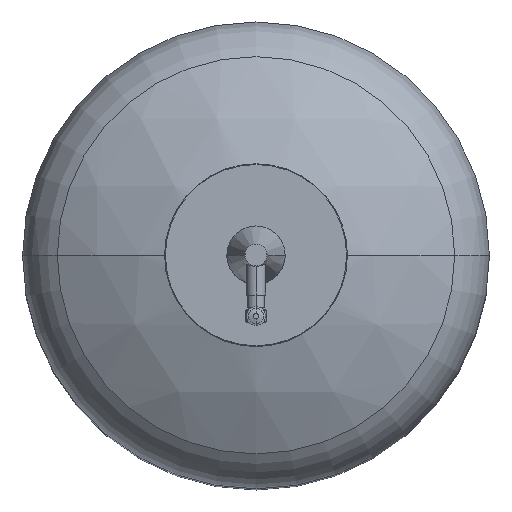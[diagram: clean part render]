
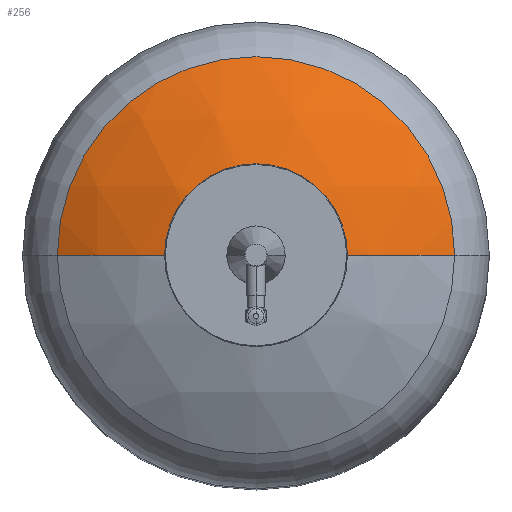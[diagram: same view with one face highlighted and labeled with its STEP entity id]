
A CAD part, top view. The second image highlights one B-rep face of the part: STEP entity #256.
In plain terms, the highlighted spherical face has radius 482.5 mm.
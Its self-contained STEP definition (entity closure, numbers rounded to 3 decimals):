
#74 = CARTESIAN_POINT ( 'NONE',  ( 0., 0., 943.15 ) ) ;
#150 = VERTEX_POINT ( 'NONE', #5004 ) ;
#188 = AXIS2_PLACEMENT_3D ( 'NONE', #6631, #4672, #2713 ) ;
#218 = ORIENTED_EDGE ( 'NONE', *, *, #5545, .F. ) ;
#256 = ADVANCED_FACE ( 'NONE', ( #5604 ), #2100, .T. ) ;
#425 = VERTEX_POINT ( 'NONE', #4179 ) ;
#463 = CARTESIAN_POINT ( 'NONE',  ( 0., 0., 1352.564 ) ) ;
#655 = AXIS2_PLACEMENT_3D ( 'NONE', #74, #2587, #5145 ) ;
#782 = VERTEX_POINT ( 'NONE', #4566 ) ;
#789 = ORIENTED_EDGE ( 'NONE', *, *, #6568, .F. ) ;
#1003 = AXIS2_PLACEMENT_3D ( 'NONE', #463, #7600, #3781 ) ;
#1025 = AXIS2_PLACEMENT_3D ( 'NONE', #8065, #2846, #1411 ) ;
#1033 = EDGE_LOOP ( 'NONE', ( #789, #3284, #3732, #218 ) ) ;
#1263 = CARTESIAN_POINT ( 'NONE',  ( 0., 0., 943.15 ) ) ;
#1411 = DIRECTION ( 'NONE',  ( 0., 0., -1. ) ) ;
#1698 = CARTESIAN_POINT ( 'NONE',  ( 94., 0., 1416.405 ) ) ;
#1809 = AXIS2_PLACEMENT_3D ( 'NONE', #1263, #4494, #5132 ) ;
#1813 = VERTEX_POINT ( 'NONE', #1698 ) ;
#2100 = SPHERICAL_SURFACE ( 'NONE', #1809, 482.5 ) ;
#2248 = CIRCLE ( 'NONE', #1025, 482.5 ) ;
#2587 = DIRECTION ( 'NONE',  ( 0., 1., 0. ) ) ;
#2713 = DIRECTION ( 'NONE',  ( 1., 0., 0. ) ) ;
#2846 = DIRECTION ( 'NONE',  ( 0., -1., 0. ) ) ;
#3284 = ORIENTED_EDGE ( 'NONE', *, *, #5095, .T. ) ;
#3732 = ORIENTED_EDGE ( 'NONE', *, *, #7333, .T. ) ;
#3781 = DIRECTION ( 'NONE',  ( 1., 0., 0. ) ) ;
#4179 = CARTESIAN_POINT ( 'NONE',  ( 255.317, 0., 1352.564 ) ) ;
#4323 = CIRCLE ( 'NONE', #655, 482.5 ) ;
#4494 = DIRECTION ( 'NONE',  ( 0., 1., 0. ) ) ;
#4566 = CARTESIAN_POINT ( 'NONE',  ( -255.317, 0., 1352.564 ) ) ;
#4672 = DIRECTION ( 'NONE',  ( 0., 0., -1. ) ) ;
#5004 = CARTESIAN_POINT ( 'NONE',  ( -94., 0., 1416.405 ) ) ;
#5095 = EDGE_CURVE ( 'NONE', #782, #150, #4323, .T. ) ;
#5132 = DIRECTION ( 'NONE',  ( 1., 0., 0. ) ) ;
#5145 = DIRECTION ( 'NONE',  ( -1., 0., 0. ) ) ;
#5545 = EDGE_CURVE ( 'NONE', #425, #1813, #2248, .T. ) ;
#5604 = FACE_OUTER_BOUND ( 'NONE', #1033, .T. ) ;
#6317 = CIRCLE ( 'NONE', #188, 94. ) ;
#6568 = EDGE_CURVE ( 'NONE', #782, #425, #7280, .T. ) ;
#6631 = CARTESIAN_POINT ( 'NONE',  ( 0., 0., 1416.405 ) ) ;
#7280 = CIRCLE ( 'NONE', #1003, 255.317 ) ;
#7333 = EDGE_CURVE ( 'NONE', #150, #1813, #6317, .T. ) ;
#7600 = DIRECTION ( 'NONE',  ( 0., 0., -1. ) ) ;
#8065 = CARTESIAN_POINT ( 'NONE',  ( 0., 0., 943.15 ) ) ;
